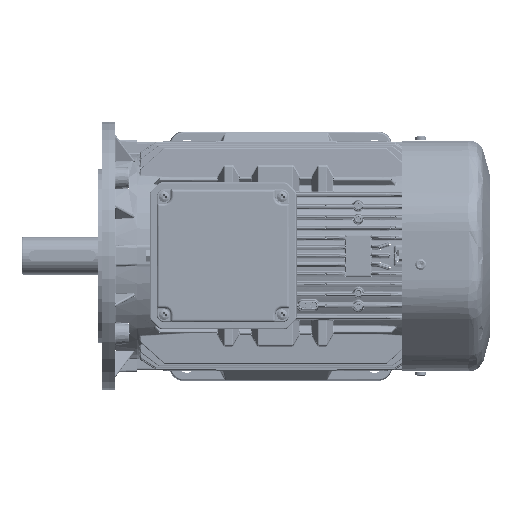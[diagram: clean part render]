
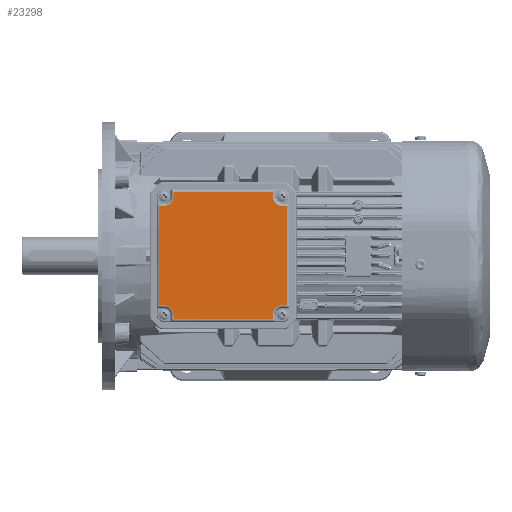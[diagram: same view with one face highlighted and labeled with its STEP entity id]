
A CAD part, top view. The second image highlights one B-rep face of the part: STEP entity #23298.
In plain terms, the highlighted planar face has unit normal (0, 0, 1).
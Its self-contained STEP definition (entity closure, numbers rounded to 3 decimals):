
#7241=LINE('',#173675,#14489);
#7242=LINE('',#173685,#14490);
#7244=LINE('',#173688,#14492);
#7246=LINE('',#173691,#14494);
#7248=LINE('',#173697,#14496);
#7251=LINE('',#173708,#14499);
#7252=LINE('',#173712,#14500);
#7255=LINE('',#173736,#14503);
#7282=LINE('',#173806,#14530);
#7283=LINE('',#173807,#14531);
#7284=LINE('',#173808,#14532);
#7285=LINE('',#173810,#14533);
#14489=VECTOR('',#141323,1.);
#14490=VECTOR('',#141336,1.);
#14492=VECTOR('',#141340,1.);
#14494=VECTOR('',#141344,1.);
#14496=VECTOR('',#141350,1.);
#14499=VECTOR('',#141363,1.);
#14500=VECTOR('',#141368,1.);
#14503=VECTOR('',#141383,1.);
#14530=VECTOR('',#141462,1.);
#14531=VECTOR('',#141463,1.);
#14532=VECTOR('',#141464,1.);
#14533=VECTOR('',#141465,1.);
#23298=ADVANCED_FACE('',(#31809),#30089,.T.);
#30089=PLANE('',#128931);
#31809=FACE_OUTER_BOUND('',#38511,.T.);
#38511=EDGE_LOOP('',(#46093,#46094,#46095,#46096,#46097,#46098,#46099,#46100,
#46101,#46102,#46103,#46104,#46105,#46106,#46107,#46108));
#46093=ORIENTED_EDGE('',*,*,#94061,.T.);
#46094=ORIENTED_EDGE('',*,*,#94058,.T.);
#46095=ORIENTED_EDGE('',*,*,#94054,.T.);
#46096=ORIENTED_EDGE('',*,*,#94059,.T.);
#46097=ORIENTED_EDGE('',*,*,#94063,.T.);
#46098=ORIENTED_EDGE('',*,*,#94069,.T.);
#46099=ORIENTED_EDGE('',*,*,#94118,.T.);
#46100=ORIENTED_EDGE('',*,*,#94119,.T.);
#46101=ORIENTED_EDGE('',*,*,#94074,.T.);
#46102=ORIENTED_EDGE('',*,*,#94079,.T.);
#46103=ORIENTED_EDGE('',*,*,#94082,.T.);
#46104=ORIENTED_EDGE('',*,*,#94120,.T.);
#46105=ORIENTED_EDGE('',*,*,#94121,.T.);
#46106=ORIENTED_EDGE('',*,*,#94122,.T.);
#46107=ORIENTED_EDGE('',*,*,#94072,.T.);
#46108=ORIENTED_EDGE('',*,*,#94066,.T.);
#79966=VERTEX_POINT('',#173278);
#79983=VERTEX_POINT('',#173368);
#79984=VERTEX_POINT('',#173413);
#80001=VERTEX_POINT('',#173503);
#80004=VERTEX_POINT('',#173551);
#80019=VERTEX_POINT('',#173638);
#80021=VERTEX_POINT('',#173676);
#80022=VERTEX_POINT('',#173680);
#80024=VERTEX_POINT('',#173692);
#80027=VERTEX_POINT('',#173702);
#80029=VERTEX_POINT('',#173709);
#80030=VERTEX_POINT('',#173713);
#80031=VERTEX_POINT('',#173714);
#80034=VERTEX_POINT('',#173731);
#80052=VERTEX_POINT('',#173809);
#80053=VERTEX_POINT('',#173811);
#94054=EDGE_CURVE('',#80021,#80001,#7241,.T.);
#94058=EDGE_CURVE('',#80022,#80021,#124014,.T.);
#94059=EDGE_CURVE('',#80001,#80004,#7242,.T.);
#94061=EDGE_CURVE('',#79984,#80022,#7244,.T.);
#94063=EDGE_CURVE('',#80004,#80024,#7246,.T.);
#94066=EDGE_CURVE('',#79983,#79984,#7248,.T.);
#94069=EDGE_CURVE('',#80024,#80027,#124017,.T.);
#94072=EDGE_CURVE('',#80029,#79983,#7251,.T.);
#94074=EDGE_CURVE('',#80030,#80031,#7252,.T.);
#94079=EDGE_CURVE('',#80031,#80034,#124022,.T.);
#94082=EDGE_CURVE('',#80034,#79966,#7255,.T.);
#94118=EDGE_CURVE('',#80027,#80019,#7282,.T.);
#94119=EDGE_CURVE('',#80019,#80030,#7283,.T.);
#94120=EDGE_CURVE('',#79966,#80052,#7284,.T.);
#94121=EDGE_CURVE('',#80052,#80053,#7285,.T.);
#94122=EDGE_CURVE('',#80053,#80029,#124033,.T.);
#124014=CIRCLE('',#128885,7.);
#124017=CIRCLE('',#128893,7.);
#124022=CIRCLE('',#128901,7.);
#124033=CIRCLE('',#128930,7.);
#128885=AXIS2_PLACEMENT_3D('',#173683,#141332,#141333);
#128893=AXIS2_PLACEMENT_3D('',#173703,#141356,#141357);
#128901=AXIS2_PLACEMENT_3D('',#173732,#141376,#141377);
#128930=AXIS2_PLACEMENT_3D('',#173812,#141466,#141467);
#128931=AXIS2_PLACEMENT_3D('',#173813,#141468,#141469);
#141323=DIRECTION('',(0.,-1.,0.));
#141332=DIRECTION('',(0.,0.,-1.));
#141333=DIRECTION('',(-1.,0.,0.));
#141336=DIRECTION('',(1.,0.,0.));
#141340=DIRECTION('',(1.,0.,0.));
#141344=DIRECTION('',(0.,1.,0.));
#141350=DIRECTION('',(0.,-1.,0.));
#141356=DIRECTION('',(0.,0.,-1.));
#141357=DIRECTION('',(-1.,0.,0.));
#141363=DIRECTION('',(-1.,0.,0.));
#141368=DIRECTION('',(-1.,0.,0.));
#141376=DIRECTION('',(0.,0.,-1.));
#141377=DIRECTION('',(-1.,0.,0.));
#141383=DIRECTION('',(0.,1.,0.));
#141462=DIRECTION('',(1.,0.,0.));
#141463=DIRECTION('',(0.,1.,0.));
#141464=DIRECTION('',(-1.,0.,0.));
#141465=DIRECTION('',(0.,-1.,0.));
#141466=DIRECTION('',(0.,0.,-1.));
#141467=DIRECTION('',(-1.,0.,0.));
#141468=DIRECTION('',(0.,0.,1.));
#141469=DIRECTION('',(1.,0.,0.));
#173278=CARTESIAN_POINT('',(104.5,47.5,133.05));
#173368=CARTESIAN_POINT('',(20.,37.,133.05));
#173413=CARTESIAN_POINT('',(20.,-37.,133.05));
#173503=CARTESIAN_POINT('',(30.5,-47.5,133.05));
#173551=CARTESIAN_POINT('',(104.5,-47.5,133.05));
#173638=CARTESIAN_POINT('',(115.,-37.,133.05));
#173675=CARTESIAN_POINT('',(30.5,-49.5,133.05));
#173676=CARTESIAN_POINT('',(30.5,-44.,133.05));
#173680=CARTESIAN_POINT('',(23.5,-37.,133.05));
#173683=CARTESIAN_POINT('',(23.5,-44.,133.05));
#173685=CARTESIAN_POINT('',(106.5,-47.5,133.05));
#173688=CARTESIAN_POINT('',(23.5,-37.,133.05));
#173691=CARTESIAN_POINT('',(104.5,-44.,133.05));
#173692=CARTESIAN_POINT('',(104.5,-44.,133.05));
#173697=CARTESIAN_POINT('',(20.,-39.,133.05));
#173702=CARTESIAN_POINT('',(111.5,-37.,133.05));
#173703=CARTESIAN_POINT('',(111.5,-44.,133.05));
#173708=CARTESIAN_POINT('',(18.,37.,133.05));
#173709=CARTESIAN_POINT('',(23.5,37.,133.05));
#173712=CARTESIAN_POINT('',(111.5,37.,133.05));
#173713=CARTESIAN_POINT('',(115.,37.,133.05));
#173714=CARTESIAN_POINT('',(111.5,37.,133.05));
#173731=CARTESIAN_POINT('',(104.5,44.,133.05));
#173732=CARTESIAN_POINT('',(111.5,44.,133.05));
#173736=CARTESIAN_POINT('',(104.5,49.5,133.05));
#173806=CARTESIAN_POINT('',(117.,-37.,133.05));
#173807=CARTESIAN_POINT('',(115.,39.,133.05));
#173808=CARTESIAN_POINT('',(28.5,47.5,133.05));
#173809=CARTESIAN_POINT('',(30.5,47.5,133.05));
#173810=CARTESIAN_POINT('',(30.5,44.,133.05));
#173811=CARTESIAN_POINT('',(30.5,44.,133.05));
#173812=CARTESIAN_POINT('',(23.5,44.,133.05));
#173813=CARTESIAN_POINT('',(23.5,-44.,133.05));
